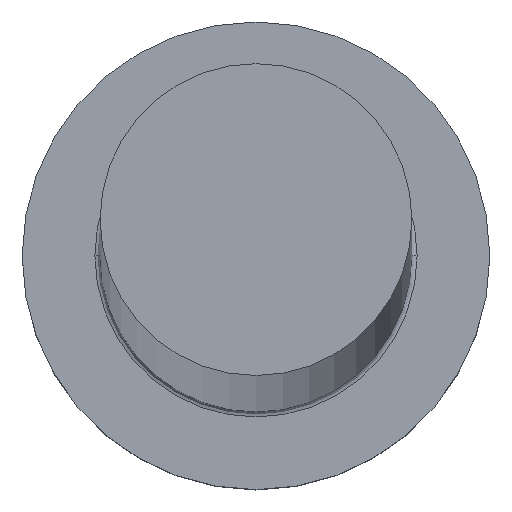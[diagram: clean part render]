
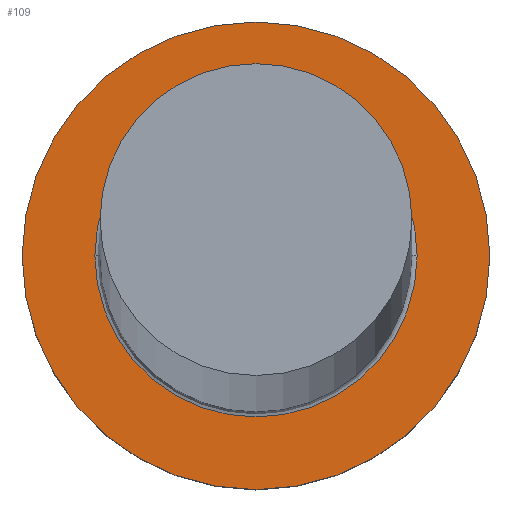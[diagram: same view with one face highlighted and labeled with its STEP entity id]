
A CAD part, top view. The second image highlights one B-rep face of the part: STEP entity #109.
In plain terms, the highlighted planar face has unit normal (0, 0, 1).
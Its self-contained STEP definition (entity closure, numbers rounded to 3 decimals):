
#10 = AXIS2_PLACEMENT_3D ( 'NONE', #137, #204, #299 ) ;
#12 = VERTEX_POINT ( 'NONE', #273 ) ;
#18 = AXIS2_PLACEMENT_3D ( 'NONE', #182, #167, #139 ) ;
#25 = EDGE_CURVE ( 'NONE', #12, #253, #151, .T. ) ;
#41 = PLANE ( 'NONE',  #18 ) ;
#58 = VERTEX_POINT ( 'NONE', #272 ) ;
#61 = CIRCLE ( 'NONE', #227, 6.2 ) ;
#71 = CIRCLE ( 'NONE', #201, 9. ) ;
#79 = CIRCLE ( 'NONE', #10, 6.2 ) ;
#88 = CARTESIAN_POINT ( 'NONE',  ( 0., 0., 7. ) ) ;
#107 = AXIS2_PLACEMENT_3D ( 'NONE', #296, #244, #197 ) ;
#108 = EDGE_LOOP ( 'NONE', ( #153, #219 ) ) ;
#109 = ADVANCED_FACE ( 'NONE', ( #142, #210 ), #41, .T. ) ;
#112 = EDGE_LOOP ( 'NONE', ( #155, #132 ) ) ;
#115 = CARTESIAN_POINT ( 'NONE',  ( 0., 0., 7. ) ) ;
#122 = EDGE_CURVE ( 'NONE', #253, #12, #71, .T. ) ;
#127 = EDGE_CURVE ( 'NONE', #271, #58, #79, .T. ) ;
#132 = ORIENTED_EDGE ( 'NONE', *, *, #122, .T. ) ;
#137 = CARTESIAN_POINT ( 'NONE',  ( 0., 0., 7. ) ) ;
#139 = DIRECTION ( 'NONE',  ( 1., 0., 0. ) ) ;
#142 = FACE_BOUND ( 'NONE', #108, .T. ) ;
#151 = CIRCLE ( 'NONE', #107, 9. ) ;
#153 = ORIENTED_EDGE ( 'NONE', *, *, #212, .T. ) ;
#155 = ORIENTED_EDGE ( 'NONE', *, *, #25, .T. ) ;
#163 = DIRECTION ( 'NONE',  ( 1., 0., 0. ) ) ;
#166 = DIRECTION ( 'NONE',  ( 0., 0., -1. ) ) ;
#167 = DIRECTION ( 'NONE',  ( 0., 0., 1. ) ) ;
#168 = CARTESIAN_POINT ( 'NONE',  ( -6.2, 0., 7. ) ) ;
#182 = CARTESIAN_POINT ( 'NONE',  ( 0., 0., 7. ) ) ;
#188 = DIRECTION ( 'NONE',  ( 1., 0., 0. ) ) ;
#197 = DIRECTION ( 'NONE',  ( 1., 0., 0. ) ) ;
#201 = AXIS2_PLACEMENT_3D ( 'NONE', #88, #281, #188 ) ;
#204 = DIRECTION ( 'NONE',  ( 0., 0., -1. ) ) ;
#210 = FACE_OUTER_BOUND ( 'NONE', #112, .T. ) ;
#212 = EDGE_CURVE ( 'NONE', #58, #271, #61, .T. ) ;
#219 = ORIENTED_EDGE ( 'NONE', *, *, #127, .T. ) ;
#226 = CARTESIAN_POINT ( 'NONE',  ( 9., 0., 7. ) ) ;
#227 = AXIS2_PLACEMENT_3D ( 'NONE', #115, #166, #163 ) ;
#244 = DIRECTION ( 'NONE',  ( 0., 0., 1. ) ) ;
#253 = VERTEX_POINT ( 'NONE', #226 ) ;
#271 = VERTEX_POINT ( 'NONE', #168 ) ;
#272 = CARTESIAN_POINT ( 'NONE',  ( 6.2, 0., 7. ) ) ;
#273 = CARTESIAN_POINT ( 'NONE',  ( -9., 0., 7. ) ) ;
#281 = DIRECTION ( 'NONE',  ( 0., 0., 1. ) ) ;
#296 = CARTESIAN_POINT ( 'NONE',  ( 0., 0., 7. ) ) ;
#299 = DIRECTION ( 'NONE',  ( 1., 0., 0. ) ) ;
